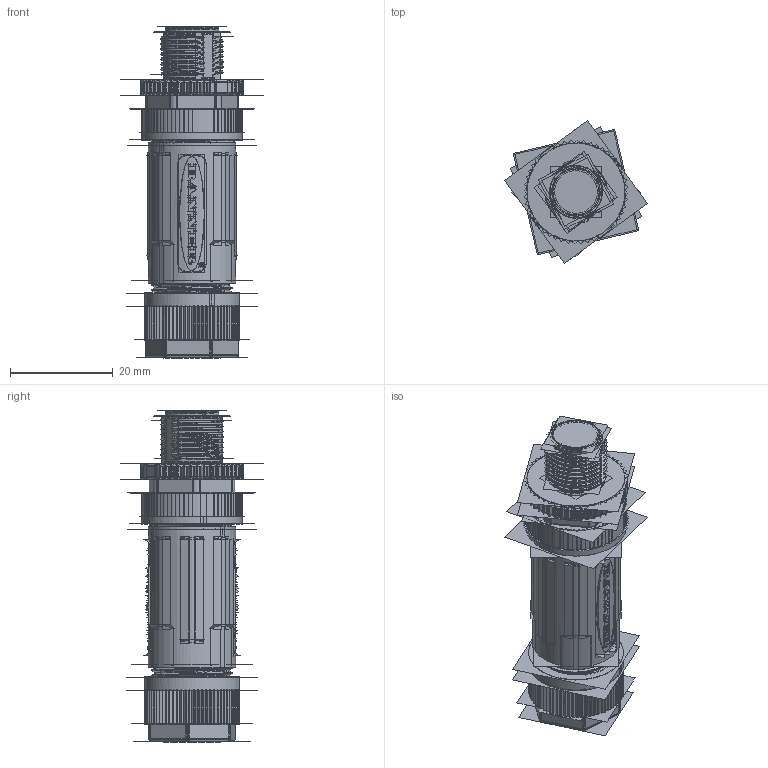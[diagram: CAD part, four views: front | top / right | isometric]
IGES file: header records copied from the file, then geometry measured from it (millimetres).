
Start section:  PTC IGES file: 246784_sm01.igs
Global section: file name: 246784_sm01.igs; native system: Creo Parametric by PTC Inc.; preprocessor: 2022414; author: banengservice; organization: Unknown; date: 20241126.140525; units: millimetre
Bounding box: 27.79 x 27.79 x 64.63 mm (x, y, z)
Volume: 13312.5 mm3; surface area: 57126.9 mm2
Topology: 1 solids, 1 shells, 2490 faces, 12729 edges, 15744 vertices
Faces by surface type: bspline 1806, revolution 634, extrusion 50
